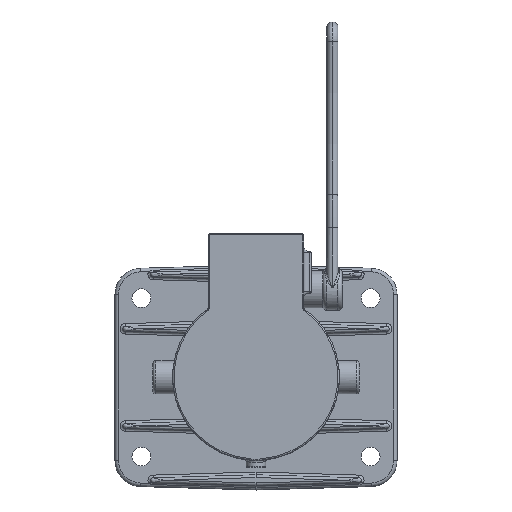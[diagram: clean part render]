
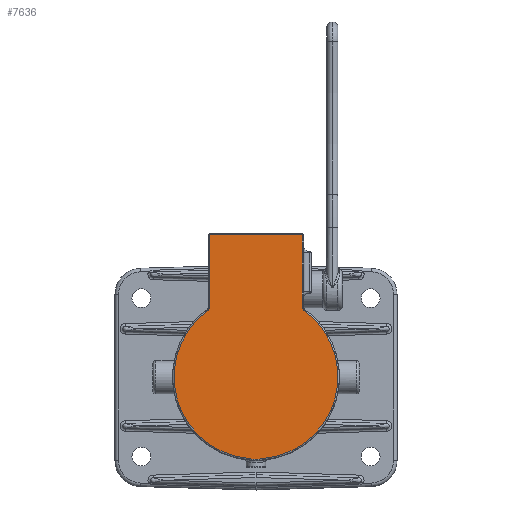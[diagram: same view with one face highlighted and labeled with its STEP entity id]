
A CAD part, top view. The second image highlights one B-rep face of the part: STEP entity #7636.
In plain terms, the highlighted planar face has unit normal (0, 0, 1).
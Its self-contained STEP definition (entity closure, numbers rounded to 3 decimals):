
#377=B_SPLINE_CURVE_WITH_KNOTS('',3,(#18583,#18584,#18585,#18586),
 .UNSPECIFIED.,.F.,.F.,(4,4),(-0.255,0.),
 .UNSPECIFIED.);
#379=B_SPLINE_CURVE_WITH_KNOTS('',3,(#18617,#18618,#18619,#18620),
 .UNSPECIFIED.,.F.,.F.,(4,4),(-0.255,0.),
 .UNSPECIFIED.);
#399=B_SPLINE_CURVE_WITH_KNOTS('',3,(#26668,#26669,#26670,#26671,#26672,
#26673,#26674,#26675,#26676,#26677,#26678,#26679,#26680,#26681,#26682,#26683,
#26684,#26685,#26686,#26687,#26688),.UNSPECIFIED.,.F.,.F.,(4,1,1,1,1,1,
1,1,1,1,1,1,1,1,1,1,1,1,4),(-0.937,-0.932,-0.928,
-0.92,-0.903,-0.886,-0.87,
-0.836,-0.803,-0.669,-0.535,
-0.435,-0.268,-0.201,-0.067,
-0.033,-0.017,-0.008,0.),
 .UNSPECIFIED.);
#1070=FACE_OUTER_BOUND('',#1602,.T.);
#1602=EDGE_LOOP('',(#6014,#6015,#6016,#6017,#6018,#6019,#6020,#6021,#6022,
#6023,#6024,#6025,#6026,#6027));
#2072=CIRCLE('',#8378,1.);
#2074=CIRCLE('',#8380,1.);
#2121=CIRCLE('',#8476,3.);
#2122=CIRCLE('',#8479,59.);
#2123=CIRCLE('',#8480,59.);
#2124=CIRCLE('',#8481,3.);
#2563=LINE('',#18594,#2877);
#2564=LINE('',#18628,#2878);
#2565=LINE('',#18644,#2879);
#2566=LINE('',#18646,#2880);
#2567=LINE('',#18652,#2881);
#2877=VECTOR('',#10083,10.);
#2878=VECTOR('',#10090,10.);
#2879=VECTOR('',#10121,10.);
#2880=VECTOR('',#10124,10.);
#2881=VECTOR('',#10133,10.);
#3373=VERTEX_POINT('',#18539);
#3374=VERTEX_POINT('',#18542);
#3375=VERTEX_POINT('',#18554);
#3376=VERTEX_POINT('',#18556);
#3377=VERTEX_POINT('',#18580);
#3378=VERTEX_POINT('',#18582);
#3379=VERTEX_POINT('',#18593);
#3380=VERTEX_POINT('',#18616);
#3381=VERTEX_POINT('',#18627);
#3382=VERTEX_POINT('',#18650);
#3417=VERTEX_POINT('',#26642);
#3419=VERTEX_POINT('',#26665);
#3420=VERTEX_POINT('',#26667);
#3421=VERTEX_POINT('',#26689);
#4228=EDGE_CURVE('',#3374,#3373,#2072,.T.);
#4230=EDGE_CURVE('',#3375,#3376,#2074,.T.);
#4234=EDGE_CURVE('',#3377,#3378,#377,.T.);
#4237=EDGE_CURVE('',#3378,#3379,#2563,.T.);
#4239=EDGE_CURVE('',#3379,#3380,#379,.T.);
#4242=EDGE_CURVE('',#3380,#3381,#2564,.T.);
#4250=EDGE_CURVE('',#3376,#3377,#2565,.T.);
#4251=EDGE_CURVE('',#3373,#3375,#2566,.T.);
#4254=EDGE_CURVE('',#3382,#3374,#2567,.T.);
#4333=EDGE_CURVE('',#3417,#3382,#2121,.T.);
#4335=EDGE_CURVE('',#3419,#3417,#2122,.T.);
#4336=EDGE_CURVE('',#3420,#3419,#399,.T.);
#4337=EDGE_CURVE('',#3421,#3420,#2123,.T.);
#4338=EDGE_CURVE('',#3381,#3421,#2124,.T.);
#6014=ORIENTED_EDGE('',*,*,#4242,.F.);
#6015=ORIENTED_EDGE('',*,*,#4239,.F.);
#6016=ORIENTED_EDGE('',*,*,#4237,.F.);
#6017=ORIENTED_EDGE('',*,*,#4234,.F.);
#6018=ORIENTED_EDGE('',*,*,#4250,.F.);
#6019=ORIENTED_EDGE('',*,*,#4230,.F.);
#6020=ORIENTED_EDGE('',*,*,#4251,.F.);
#6021=ORIENTED_EDGE('',*,*,#4228,.F.);
#6022=ORIENTED_EDGE('',*,*,#4254,.F.);
#6023=ORIENTED_EDGE('',*,*,#4333,.F.);
#6024=ORIENTED_EDGE('',*,*,#4335,.F.);
#6025=ORIENTED_EDGE('',*,*,#4336,.F.);
#6026=ORIENTED_EDGE('',*,*,#4337,.F.);
#6027=ORIENTED_EDGE('',*,*,#4338,.F.);
#6893=PLANE('',#8478);
#7636=ADVANCED_FACE('',(#1070),#6893,.T.);
#8378=AXIS2_PLACEMENT_3D('',#18544,#10067,#10068);
#8380=AXIS2_PLACEMENT_3D('',#18557,#10071,#10072);
#8476=AXIS2_PLACEMENT_3D('',#26644,#10298,#10299);
#8478=AXIS2_PLACEMENT_3D('',#26664,#10302,#10303);
#8479=AXIS2_PLACEMENT_3D('',#26666,#10304,#10305);
#8480=AXIS2_PLACEMENT_3D('',#26690,#10306,#10307);
#8481=AXIS2_PLACEMENT_3D('',#26691,#10308,#10309);
#10067=DIRECTION('center_axis',(0.,0.,-1.));
#10068=DIRECTION('ref_axis',(-0.707,0.707,0.));
#10071=DIRECTION('center_axis',(0.,0.,-1.));
#10072=DIRECTION('ref_axis',(0.707,0.707,0.));
#10083=DIRECTION('',(0.,-1.,0.));
#10090=DIRECTION('',(0.,-1.,0.));
#10121=DIRECTION('',(0.,-1.,0.));
#10124=DIRECTION('',(1.,0.,0.));
#10133=DIRECTION('',(0.,1.,0.));
#10298=DIRECTION('center_axis',(0.,0.,1.));
#10299=DIRECTION('ref_axis',(0.89,-0.456,0.));
#10302=DIRECTION('center_axis',(0.,0.,1.));
#10303=DIRECTION('ref_axis',(1.,0.,0.));
#10304=DIRECTION('center_axis',(0.,0.,-1.));
#10305=DIRECTION('ref_axis',(-0.959,-0.285,0.));
#10306=DIRECTION('center_axis',(0.,0.,-1.));
#10307=DIRECTION('ref_axis',(0.959,-0.285,0.));
#10308=DIRECTION('center_axis',(0.,0.,1.));
#10309=DIRECTION('ref_axis',(-0.89,-0.456,0.));
#18539=CARTESIAN_POINT('',(-32.553,92.07,154.117));
#18542=CARTESIAN_POINT('',(-33.553,91.07,154.117));
#18544=CARTESIAN_POINT('Origin',(-32.553,91.07,154.117));
#18554=CARTESIAN_POINT('',(31.947,92.07,154.117));
#18556=CARTESIAN_POINT('',(32.947,91.07,154.117));
#18557=CARTESIAN_POINT('Origin',(31.947,91.07,154.117));
#18580=CARTESIAN_POINT('',(32.947,81.457,154.117));
#18582=CARTESIAN_POINT('',(32.996,78.906,154.117));
#18583=CARTESIAN_POINT('Ctrl Pts',(32.947,81.457,154.117));
#18584=CARTESIAN_POINT('Ctrl Pts',(32.947,80.606,154.117));
#18585=CARTESIAN_POINT('Ctrl Pts',(32.996,79.756,154.117));
#18586=CARTESIAN_POINT('Ctrl Pts',(32.996,78.906,154.117));
#18593=CARTESIAN_POINT('',(32.996,50.906,154.117));
#18594=CARTESIAN_POINT('',(32.996,72.324,154.117));
#18616=CARTESIAN_POINT('',(32.947,48.354,154.117));
#18617=CARTESIAN_POINT('Ctrl Pts',(32.996,50.906,154.117));
#18618=CARTESIAN_POINT('Ctrl Pts',(32.996,50.055,154.117));
#18619=CARTESIAN_POINT('Ctrl Pts',(32.947,49.205,154.117));
#18620=CARTESIAN_POINT('Ctrl Pts',(32.947,48.354,154.117));
#18627=CARTESIAN_POINT('',(32.947,39.868,154.117));
#18628=CARTESIAN_POINT('',(32.947,27.156,154.117));
#18644=CARTESIAN_POINT('',(32.947,27.156,154.117));
#18646=CARTESIAN_POINT('',(-29.303,92.07,154.117));
#18650=CARTESIAN_POINT('',(-33.553,39.868,154.117));
#18652=CARTESIAN_POINT('',(-33.553,27.156,154.117));
#26642=CARTESIAN_POINT('',(-34.799,37.435,154.117));
#26644=CARTESIAN_POINT('Origin',(-36.553,39.868,154.117));
#26664=CARTESIAN_POINT('Origin',(-58.303,-10.43,154.117));
#26665=CARTESIAN_POINT('',(-4.929,-69.248,154.117));
#26666=CARTESIAN_POINT('Origin',(-0.303,-10.43,154.117));
#26667=CARTESIAN_POINT('',(4.323,-69.248,154.117));
#26668=CARTESIAN_POINT('Ctrl Pts',(4.323,-69.248,154.117));
#26669=CARTESIAN_POINT('Ctrl Pts',(4.309,-69.249,154.117));
#26670=CARTESIAN_POINT('Ctrl Pts',(4.281,-69.252,154.117));
#26671=CARTESIAN_POINT('Ctrl Pts',(4.226,-69.257,154.117));
#26672=CARTESIAN_POINT('Ctrl Pts',(4.128,-69.266,154.117));
#26673=CARTESIAN_POINT('Ctrl Pts',(3.99,-69.28,154.117));
#26674=CARTESIAN_POINT('Ctrl Pts',(3.824,-69.301,154.117));
#26675=CARTESIAN_POINT('Ctrl Pts',(3.603,-69.332,154.117));
#26676=CARTESIAN_POINT('Ctrl Pts',(3.328,-69.377,154.117));
#26677=CARTESIAN_POINT('Ctrl Pts',(2.67,-69.497,154.117));
#26678=CARTESIAN_POINT('Ctrl Pts',(1.69,-69.715,154.117));
#26679=CARTESIAN_POINT('Ctrl Pts',(0.48,-69.919,
154.117));
#26680=CARTESIAN_POINT('Ctrl Pts',(-0.863,-69.951,
154.117));
#26681=CARTESIAN_POINT('Ctrl Pts',(-1.968,-69.776,
154.117));
#26682=CARTESIAN_POINT('Ctrl Pts',(-3.167,-69.523,
154.117));
#26683=CARTESIAN_POINT('Ctrl Pts',(-3.932,-69.368,
154.117));
#26684=CARTESIAN_POINT('Ctrl Pts',(-4.54,-69.286,
154.117));
#26685=CARTESIAN_POINT('Ctrl Pts',(-4.734,-69.266,
154.117));
#26686=CARTESIAN_POINT('Ctrl Pts',(-4.845,-69.255,
154.117));
#26687=CARTESIAN_POINT('Ctrl Pts',(-4.901,-69.251,154.117));
#26688=CARTESIAN_POINT('Ctrl Pts',(-4.929,-69.248,
154.117));
#26689=CARTESIAN_POINT('',(34.193,37.435,154.117));
#26690=CARTESIAN_POINT('Origin',(-0.303,-10.43,154.117));
#26691=CARTESIAN_POINT('Origin',(35.947,39.868,154.117));
